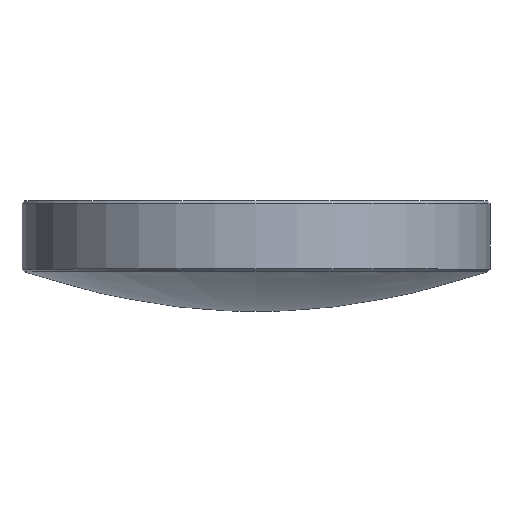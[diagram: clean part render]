
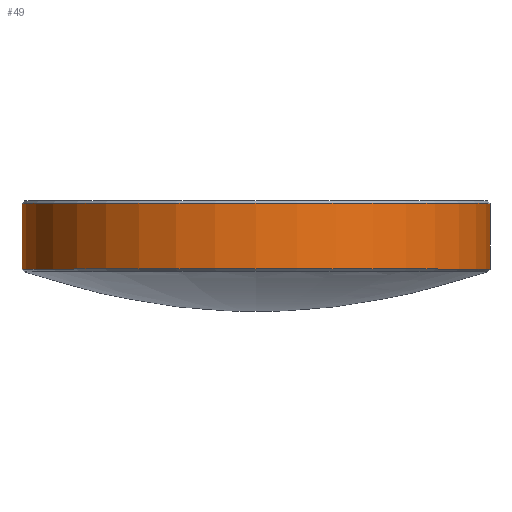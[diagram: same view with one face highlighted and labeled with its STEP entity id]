
A CAD part, top view. The second image highlights one B-rep face of the part: STEP entity #49.
In plain terms, the highlighted cylindrical face has radius 12.7 mm (diameter 25.4 mm), a partial arc.
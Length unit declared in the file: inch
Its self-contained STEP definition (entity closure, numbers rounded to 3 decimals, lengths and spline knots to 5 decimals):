
#44 = ORIENTED_EDGE ( 'NONE', *, *, #81, .T. ) ;
#49 = ADVANCED_FACE ( 'NONE', ( #139 ), #124, .T. ) ;
#50 = VERTEX_POINT ( 'NONE', #176 ) ;
#51 = VERTEX_POINT ( 'NONE', #177 ) ;
#63 = ORIENTED_EDGE ( 'NONE', *, *, #72, .F. ) ;
#64 = EDGE_LOOP ( 'NONE', ( #75, #44, #79, #63 ) ) ;
#65 = VERTEX_POINT ( 'NONE', #342 ) ;
#72 = EDGE_CURVE ( 'NONE', #74, #50, #384, .T. ) ;
#74 = VERTEX_POINT ( 'NONE', #362 ) ;
#75 = ORIENTED_EDGE ( 'NONE', *, *, #82, .T. ) ;
#77 = EDGE_CURVE ( 'NONE', #50, #51, #371, .T. ) ;
#79 = ORIENTED_EDGE ( 'NONE', *, *, #77, .F. ) ;
#81 = EDGE_CURVE ( 'NONE', #65, #51, #402, .T. ) ;
#82 = EDGE_CURVE ( 'NONE', #74, #65, #373, .T. ) ;
#120 = AXIS2_PLACEMENT_3D ( 'NONE', #121, #122, #123 ) ;
#121 = CARTESIAN_POINT ( 'NONE',  ( 0., -0.11811, 0. ) ) ;
#122 = DIRECTION ( 'NONE',  ( 0., -1., 0. ) ) ;
#123 = DIRECTION ( 'NONE',  ( 1., 0., 0. ) ) ;
#124 = CYLINDRICAL_SURFACE ( 'NONE', #120, 0.5 ) ;
#139 = FACE_OUTER_BOUND ( 'NONE', #64, .T. ) ;
#176 = CARTESIAN_POINT ( 'NONE',  ( 0.5, -0.0279, 0. ) ) ;
#177 = CARTESIAN_POINT ( 'NONE',  ( -0.5, -0.0279, 0. ) ) ;
#342 = CARTESIAN_POINT ( 'NONE',  ( -0.5, 0.11254, 0. ) ) ;
#346 = DIRECTION ( 'NONE',  ( 0., -1., 0. ) ) ;
#362 = CARTESIAN_POINT ( 'NONE',  ( 0.5, 0.11254, 0. ) ) ;
#367 = DIRECTION ( 'NONE',  ( 1., 0., 0. ) ) ;
#368 = DIRECTION ( 'NONE',  ( 0., -1., 0. ) ) ;
#369 = CARTESIAN_POINT ( 'NONE',  ( 0., 0.11254, 0. ) ) ;
#370 = AXIS2_PLACEMENT_3D ( 'NONE', #369, #368, #367 ) ;
#371 = CIRCLE ( 'NONE', #401, 0.5 ) ;
#373 = CIRCLE ( 'NONE', #370, 0.5 ) ;
#374 = DIRECTION ( 'NONE',  ( 0., -1., 0. ) ) ;
#375 = VECTOR ( 'NONE', #374, 39.37008 ) ;
#376 = CARTESIAN_POINT ( 'NONE',  ( -0.5, -0.11811, 0. ) ) ;
#383 = CARTESIAN_POINT ( 'NONE',  ( 0.5, -0.11811, 0. ) ) ;
#384 = LINE ( 'NONE', #383, #385 ) ;
#385 = VECTOR ( 'NONE', #346, 39.37008 ) ;
#395 = DIRECTION ( 'NONE',  ( 1., 0., 0. ) ) ;
#396 = DIRECTION ( 'NONE',  ( 0., -1., 0. ) ) ;
#397 = CARTESIAN_POINT ( 'NONE',  ( 0., -0.0279, 0. ) ) ;
#401 = AXIS2_PLACEMENT_3D ( 'NONE', #397, #396, #395 ) ;
#402 = LINE ( 'NONE', #376, #375 ) ;
